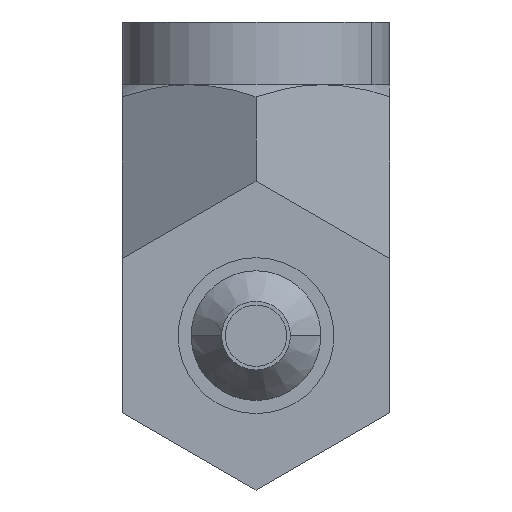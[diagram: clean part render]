
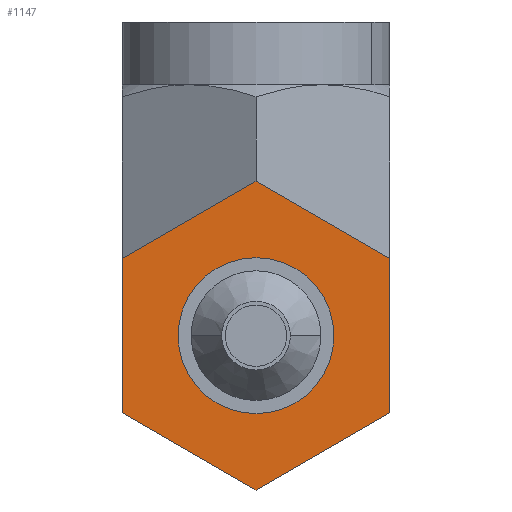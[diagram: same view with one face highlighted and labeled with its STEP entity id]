
A CAD part, left-side view. The second image highlights one B-rep face of the part: STEP entity #1147.
In plain terms, the highlighted planar face has unit normal (-1, 0, 0).
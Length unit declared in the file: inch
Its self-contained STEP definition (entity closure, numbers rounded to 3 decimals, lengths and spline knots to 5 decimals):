
#275=DIRECTION('',(0.,-0.866,0.5));
#276=VECTOR('',#275,0.43301);
#277=CARTESIAN_POINT('',(-0.58,0.375,0.21651));
#278=LINE('',#277,#276);
#279=DIRECTION('',(0.,-0.866,-0.5));
#280=VECTOR('',#279,0.43301);
#281=CARTESIAN_POINT('',(-0.58,0.,0.43301));
#282=LINE('',#281,#280);
#283=DIRECTION('',(0.,0.,-1.));
#284=VECTOR('',#283,0.43301);
#285=CARTESIAN_POINT('',(-0.58,-0.375,0.21651));
#286=LINE('',#285,#284);
#287=DIRECTION('',(0.,0.866,-0.5));
#288=VECTOR('',#287,0.43301);
#289=CARTESIAN_POINT('',(-0.58,-0.375,-0.21651));
#290=LINE('',#289,#288);
#291=DIRECTION('',(0.,0.866,0.5));
#292=VECTOR('',#291,0.43301);
#293=CARTESIAN_POINT('',(-0.58,0.,-0.43301));
#294=LINE('',#293,#292);
#295=DIRECTION('',(0.,0.,1.));
#296=VECTOR('',#295,0.43301);
#297=CARTESIAN_POINT('',(-0.58,0.375,-0.21651));
#298=LINE('',#297,#296);
#299=CARTESIAN_POINT('',(-0.58,0.,0.));
#300=DIRECTION('',(1.,0.,0.));
#301=DIRECTION('',(0.,1.,0.));
#302=AXIS2_PLACEMENT_3D('',#299,#300,#301);
#304=CARTESIAN_POINT('',(-0.58,0.,0.));
#305=DIRECTION('',(1.,0.,0.));
#306=DIRECTION('',(0.,-1.,0.));
#307=AXIS2_PLACEMENT_3D('',#304,#305,#306);
#679=CARTESIAN_POINT('',(-0.58,0.375,0.21651));
#680=CARTESIAN_POINT('',(-0.58,0.,0.43301));
#681=VERTEX_POINT('',#679);
#682=VERTEX_POINT('',#680);
#683=CARTESIAN_POINT('',(-0.58,-0.375,0.21651));
#684=VERTEX_POINT('',#683);
#685=CARTESIAN_POINT('',(-0.58,-0.375,-0.21651));
#686=VERTEX_POINT('',#685);
#687=CARTESIAN_POINT('',(-0.58,0.,-0.43301));
#688=VERTEX_POINT('',#687);
#689=CARTESIAN_POINT('',(-0.58,0.375,-0.21651));
#690=VERTEX_POINT('',#689);
#715=CARTESIAN_POINT('',(-0.58,0.182,0.));
#716=CARTESIAN_POINT('',(-0.58,-0.182,0.));
#717=VERTEX_POINT('',#715);
#718=VERTEX_POINT('',#716);
#1126=CARTESIAN_POINT('',(-0.58,0.,0.));
#1127=DIRECTION('',(1.,0.,0.));
#1128=DIRECTION('',(0.,0.,-1.));
#1129=AXIS2_PLACEMENT_3D('',#1126,#1127,#1128);
#1130=PLANE('',#1129);
#1131=ORIENTED_EDGE('',*,*,#949,.T.);
#1132=ORIENTED_EDGE('',*,*,#964,.T.);
#1134=ORIENTED_EDGE('',*,*,#1133,.T.);
#1136=ORIENTED_EDGE('',*,*,#1135,.T.);
#1137=ORIENTED_EDGE('',*,*,#1118,.T.);
#1138=ORIENTED_EDGE('',*,*,#908,.T.);
#1139=EDGE_LOOP('',(#1131,#1132,#1134,#1136,#1137,#1138));
#1140=FACE_OUTER_BOUND('',#1139,.F.);
#1142=ORIENTED_EDGE('',*,*,#1141,.F.);
#1144=ORIENTED_EDGE('',*,*,#1143,.F.);
#1145=EDGE_LOOP('',(#1142,#1144));
#1146=FACE_BOUND('',#1145,.F.);
#1147=ADVANCED_FACE('',(#1140,#1146),#1130,.F.);
#303=CIRCLE('',#302,0.182);
#308=CIRCLE('',#307,0.182);
#908=EDGE_CURVE('',#690,#681,#298,.T.);
#949=EDGE_CURVE('',#681,#682,#278,.T.);
#964=EDGE_CURVE('',#682,#684,#282,.T.);
#1118=EDGE_CURVE('',#688,#690,#294,.T.);
#1133=EDGE_CURVE('',#684,#686,#286,.T.);
#1135=EDGE_CURVE('',#686,#688,#290,.T.);
#1141=EDGE_CURVE('',#717,#718,#303,.T.);
#1143=EDGE_CURVE('',#718,#717,#308,.T.);
